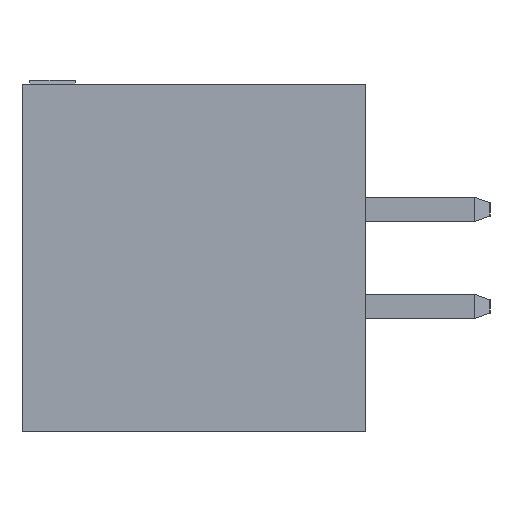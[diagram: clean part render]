
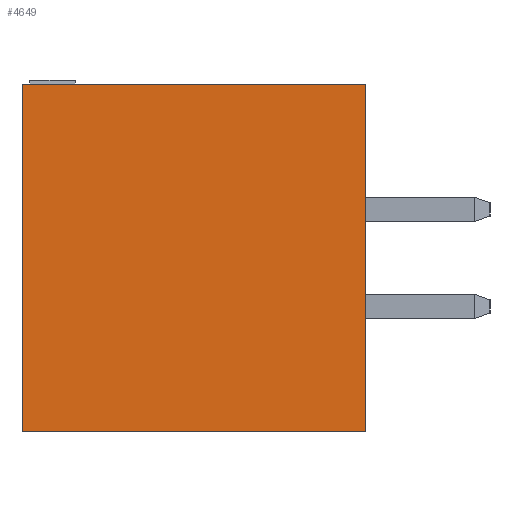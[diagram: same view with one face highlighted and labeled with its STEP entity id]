
A CAD part, left-side view. The second image highlights one B-rep face of the part: STEP entity #4649.
In plain terms, the highlighted planar face has unit normal (-1, 0, 0).
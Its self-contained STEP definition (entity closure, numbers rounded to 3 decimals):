
#369 = VERTEX_POINT ( 'NONE', #11189 ) ;
#1186 = CARTESIAN_POINT ( 'NONE',  ( -17.77, 9., -4.55 ) ) ;
#1648 = VECTOR ( 'NONE', #13829, 1000. ) ;
#1674 = DIRECTION ( 'NONE',  ( 0., 0., -1. ) ) ;
#2805 = ORIENTED_EDGE ( 'NONE', *, *, #16608, .F. ) ;
#3709 = VECTOR ( 'NONE', #14325, 1000. ) ;
#4480 = CARTESIAN_POINT ( 'NONE',  ( -17.77, 0., 4.55 ) ) ;
#4649 = ADVANCED_FACE ( 'NONE', ( #9604 ), #15056, .F. ) ;
#4960 = CARTESIAN_POINT ( 'NONE',  ( -17.77, 9., -4.55 ) ) ;
#5015 = VECTOR ( 'NONE', #8768, 1000. ) ;
#5342 = VERTEX_POINT ( 'NONE', #7402 ) ;
#6050 = ORIENTED_EDGE ( 'NONE', *, *, #16544, .T. ) ;
#6922 = LINE ( 'NONE', #11542, #5015 ) ;
#7046 = CARTESIAN_POINT ( 'NONE',  ( -17.77, 9., 4.55 ) ) ;
#7063 = CARTESIAN_POINT ( 'NONE',  ( -17.77, 9., 4.55 ) ) ;
#7279 = LINE ( 'NONE', #4960, #3709 ) ;
#7402 = CARTESIAN_POINT ( 'NONE',  ( -17.77, 0., -4.55 ) ) ;
#7963 = VERTEX_POINT ( 'NONE', #15232 ) ;
#8397 = DIRECTION ( 'NONE',  ( 1., 0., 0. ) ) ;
#8408 = DIRECTION ( 'NONE',  ( 0., 0., 1. ) ) ;
#8768 = DIRECTION ( 'NONE',  ( 0., -1., 0. ) ) ;
#9018 = ORIENTED_EDGE ( 'NONE', *, *, #10877, .T. ) ;
#9604 = FACE_OUTER_BOUND ( 'NONE', #11383, .T. ) ;
#10103 = EDGE_CURVE ( 'NONE', #11125, #369, #16139, .T. ) ;
#10432 = ORIENTED_EDGE ( 'NONE', *, *, #10103, .F. ) ;
#10877 = EDGE_CURVE ( 'NONE', #11125, #5342, #7279, .T. ) ;
#11125 = VERTEX_POINT ( 'NONE', #1186 ) ;
#11189 = CARTESIAN_POINT ( 'NONE',  ( -17.77, 9., 4.55 ) ) ;
#11383 = EDGE_LOOP ( 'NONE', ( #6050, #2805, #10432, #9018 ) ) ;
#11542 = CARTESIAN_POINT ( 'NONE',  ( -17.77, 9., 4.55 ) ) ;
#12995 = LINE ( 'NONE', #4480, #1648 ) ;
#13829 = DIRECTION ( 'NONE',  ( 0., 0., 1. ) ) ;
#14124 = AXIS2_PLACEMENT_3D ( 'NONE', #7046, #8397, #1674 ) ;
#14325 = DIRECTION ( 'NONE',  ( 0., -1., 0. ) ) ;
#15056 = PLANE ( 'NONE',  #14124 ) ;
#15232 = CARTESIAN_POINT ( 'NONE',  ( -17.77, 0., 4.55 ) ) ;
#16139 = LINE ( 'NONE', #7063, #16348 ) ;
#16348 = VECTOR ( 'NONE', #8408, 1000. ) ;
#16544 = EDGE_CURVE ( 'NONE', #5342, #7963, #12995, .T. ) ;
#16608 = EDGE_CURVE ( 'NONE', #369, #7963, #6922, .T. ) ;
